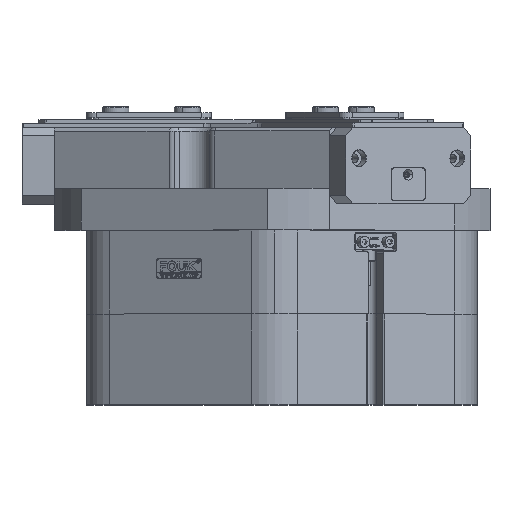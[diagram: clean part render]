
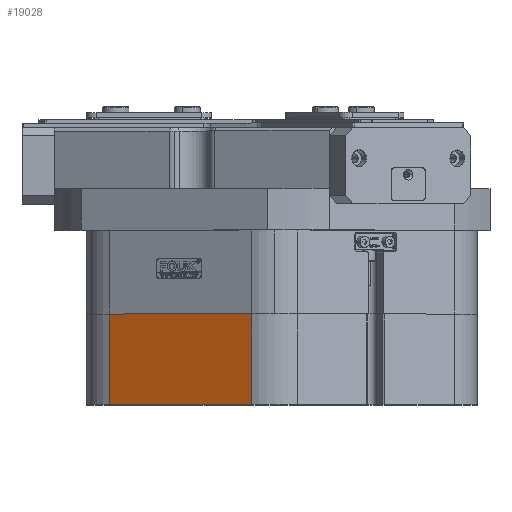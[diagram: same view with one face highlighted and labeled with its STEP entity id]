
A CAD part, top view. The second image highlights one B-rep face of the part: STEP entity #19028.
In plain terms, the highlighted face is planar.
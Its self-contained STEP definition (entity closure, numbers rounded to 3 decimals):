
#2296 = LINE ( 'NONE', #37954, #14703 ) ;
#5033 = CARTESIAN_POINT ( 'NONE',  ( 17., 0., -131.059 ) ) ;
#5915 = FACE_OUTER_BOUND ( 'NONE', #22763, .T. ) ;
#6154 = EDGE_CURVE ( 'NONE', #68411, #63969, #2296, .T. ) ;
#8337 = EDGE_CURVE ( 'NONE', #13559, #55950, #57774, .T. ) ;
#12338 = DIRECTION ( 'NONE',  ( -0.866, 0., -0.5 ) ) ;
#13559 = VERTEX_POINT ( 'NONE', #36305 ) ;
#14703 = VECTOR ( 'NONE', #17204, 1000. ) ;
#14948 = ORIENTED_EDGE ( 'NONE', *, *, #27023, .T. ) ;
#16335 = LINE ( 'NONE', #5033, #32812 ) ;
#17204 = DIRECTION ( 'NONE',  ( -0.866, 0., -0.5 ) ) ;
#17555 = CARTESIAN_POINT ( 'NONE',  ( 244., 56., 0. ) ) ;
#19028 = ADVANCED_FACE ( 'NONE', ( #5915 ), #50206, .T. ) ;
#22763 = EDGE_LOOP ( 'NONE', ( #60520, #43908, #45435, #14948 ) ) ;
#22907 = EDGE_CURVE ( 'NONE', #63969, #55950, #16335, .T. ) ;
#26738 = CARTESIAN_POINT ( 'NONE',  ( 105., 0., -80.252 ) ) ;
#27023 = EDGE_CURVE ( 'NONE', #13559, #68411, #51287, .T. ) ;
#28926 = CARTESIAN_POINT ( 'NONE',  ( 244., 0., 0. ) ) ;
#29574 = CARTESIAN_POINT ( 'NONE',  ( 17., 56., -131.059 ) ) ;
#32812 = VECTOR ( 'NONE', #58847, 1000. ) ;
#34233 = DIRECTION ( 'NONE',  ( 0.5, 0., -0.866 ) ) ;
#36305 = CARTESIAN_POINT ( 'NONE',  ( 105., 56., -80.252 ) ) ;
#37954 = CARTESIAN_POINT ( 'NONE',  ( 61., 0., -105.655 ) ) ;
#40822 = DIRECTION ( 'NONE',  ( 0., -1., 0. ) ) ;
#43908 = ORIENTED_EDGE ( 'NONE', *, *, #22907, .T. ) ;
#44104 = DIRECTION ( 'NONE',  ( -0.866, 0., -0.5 ) ) ;
#45435 = ORIENTED_EDGE ( 'NONE', *, *, #8337, .F. ) ;
#46138 = CARTESIAN_POINT ( 'NONE',  ( 105., 0., -80.252 ) ) ;
#49609 = VECTOR ( 'NONE', #40822, 1000. ) ;
#50206 = PLANE ( 'NONE',  #67899 ) ;
#50654 = CARTESIAN_POINT ( 'NONE',  ( 17., 0., -131.059 ) ) ;
#51287 = LINE ( 'NONE', #46138, #49609 ) ;
#53614 = VECTOR ( 'NONE', #44104, 1000. ) ;
#55950 = VERTEX_POINT ( 'NONE', #29574 ) ;
#57774 = LINE ( 'NONE', #17555, #53614 ) ;
#58847 = DIRECTION ( 'NONE',  ( 0., 1., 0. ) ) ;
#60520 = ORIENTED_EDGE ( 'NONE', *, *, #6154, .T. ) ;
#63969 = VERTEX_POINT ( 'NONE', #50654 ) ;
#67899 = AXIS2_PLACEMENT_3D ( 'NONE', #28926, #34233, #12338 ) ;
#68411 = VERTEX_POINT ( 'NONE', #26738 ) ;
